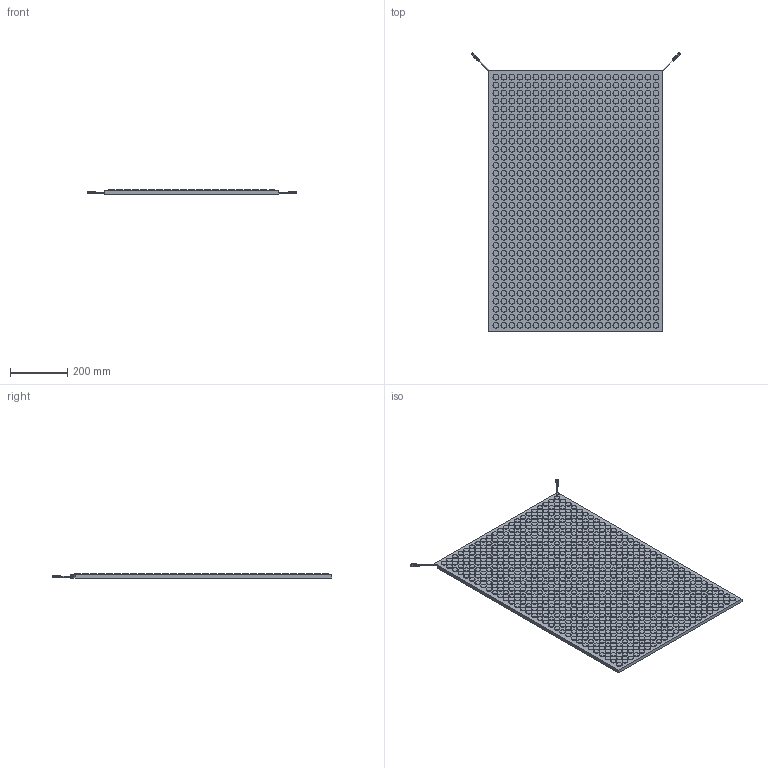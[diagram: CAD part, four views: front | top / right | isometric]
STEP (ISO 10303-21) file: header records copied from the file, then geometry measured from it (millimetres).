
FILE_DESCRIPTION (( 'STEP AP203' ), '1' );
FILE_NAME ('1602-5390_Default.step', '2022-02-03T14:47:01', ( 'Windows User' ), ( '' ), 'SwSTEP 2.0', 'SolidWorks 2021', '' );
FILE_SCHEMA (( 'CONFIG_CONTROL_DESIGN' ));
Length unit declared in the file: metre
Products named in the file (1): 1602-5390_Default
Bounding box: 734.16 x 977.25 x 14 mm (x, y, z)
Volume: 7112825.5 mm3; surface area: 1241107.5 mm2
Topology: 20 solids, 20 shells, 2400 faces, 4957 edges, 3256 vertices
Faces by surface type: cylinder 1462, plane 800, cone 92, bspline 46
Entity records: 66279 total; most frequent: DIRECTION 12762, CARTESIAN_POINT 12181, ORIENTED_EDGE 9890, AXIS2_PLACEMENT_3D 5530, EDGE_CURVE 4945, VERTEX_POINT 3256, CIRCLE 3175, EDGE_LOOP 3113
